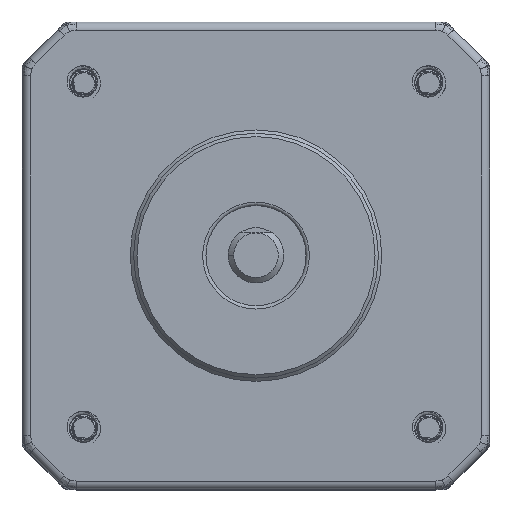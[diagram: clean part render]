
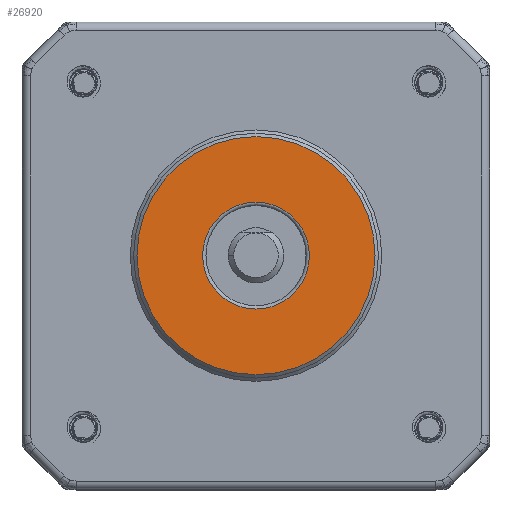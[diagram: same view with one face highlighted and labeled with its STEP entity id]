
A CAD part, top view. The second image highlights one B-rep face of the part: STEP entity #26920.
In plain terms, the highlighted planar face has unit normal (0, 0, 1).
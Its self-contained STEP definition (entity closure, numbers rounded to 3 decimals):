
#280=PLANE('',#28682);
#936=FACE_BOUND('',#3665,.T.);
#2171=FACE_OUTER_BOUND('',#3664,.T.);
#3664=EDGE_LOOP('',(#20057));
#3665=EDGE_LOOP('',(#20058));
#5376=CIRCLE('',#28678,10.7);
#5379=CIRCLE('',#28683,4.8);
#11818=VERTEX_POINT('',#55860);
#11821=VERTEX_POINT('',#55870);
#14908=EDGE_CURVE('',#11818,#11818,#5376,.T.);
#14913=EDGE_CURVE('',#11821,#11821,#5379,.T.);
#20057=ORIENTED_EDGE('',*,*,#14908,.F.);
#20058=ORIENTED_EDGE('',*,*,#14913,.F.);
#26920=ADVANCED_FACE('',(#2171,#936),#280,.T.);
#28678=AXIS2_PLACEMENT_3D('',#55861,#32242,#32243);
#28682=AXIS2_PLACEMENT_3D('',#55869,#32252,#32253);
#28683=AXIS2_PLACEMENT_3D('',#55871,#32254,#32255);
#32242=DIRECTION('center_axis',(0.,0.,-1.));
#32243=DIRECTION('ref_axis',(-1.,0.,0.));
#32252=DIRECTION('center_axis',(0.,0.,1.));
#32253=DIRECTION('ref_axis',(-1.,0.,0.));
#32254=DIRECTION('center_axis',(0.,0.,1.));
#32255=DIRECTION('ref_axis',(-1.,0.,0.));
#55860=CARTESIAN_POINT('',(10.7,0.,35.9));
#55861=CARTESIAN_POINT('Origin',(0.,0.,35.9));
#55869=CARTESIAN_POINT('Origin',(0.,0.,35.9));
#55870=CARTESIAN_POINT('',(4.8,0.,35.9));
#55871=CARTESIAN_POINT('Origin',(0.,0.,35.9));
